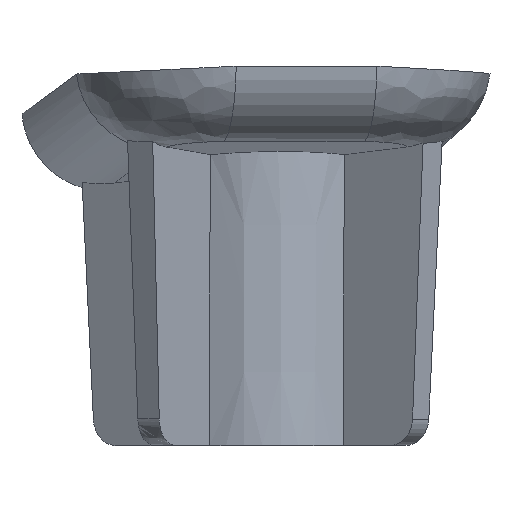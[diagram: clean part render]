
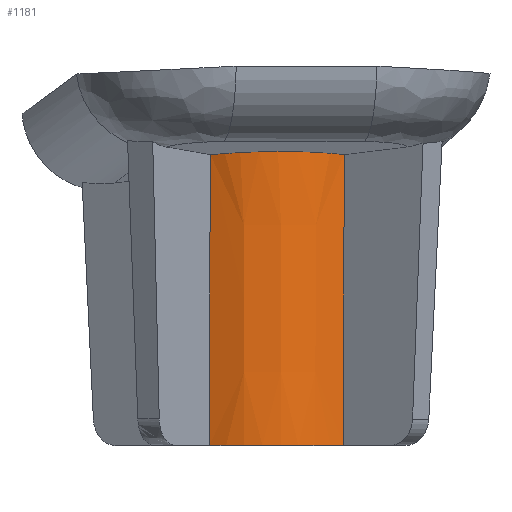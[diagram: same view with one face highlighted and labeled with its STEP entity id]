
A CAD part, top view. The second image highlights one B-rep face of the part: STEP entity #1181.
In plain terms, the highlighted conical face has half-angle 0.5 degrees and reference radius 4 mm.
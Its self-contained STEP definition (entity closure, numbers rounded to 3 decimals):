
#1181 = ADVANCED_FACE('',(#1182),#1197,.T.);
#1182 = FACE_BOUND('',#1183,.T.);
#1183 = EDGE_LOOP('',(#1184,#1207,#1246,#1265));
#1184 = ORIENTED_EDGE('',*,*,#1185,.F.);
#1185 = EDGE_CURVE('',#1186,#1188,#1190,.T.);
#1186 = VERTEX_POINT('',#1187);
#1187 = CARTESIAN_POINT('',(1517.382,-732.738,
    1122.773));
#1188 = VERTEX_POINT('',#1189);
#1189 = CARTESIAN_POINT('',(1517.369,-743.2,1122.653
    ));
#1190 = SURFACE_CURVE('',#1191,(#1196),.PCURVE_S1.);
#1191 = B_SPLINE_CURVE_WITH_KNOTS('',3,(#1192,#1193,#1194,#1195),
  .UNSPECIFIED.,.F.,.F.,(4,4),(0.,1.),.PIECEWISE_BEZIER_KNOTS.);
#1192 = CARTESIAN_POINT('',(1517.382,-732.738,
    1122.773));
#1193 = CARTESIAN_POINT('',(1517.378,-736.225,
    1122.733));
#1194 = CARTESIAN_POINT('',(1517.373,-739.713,
    1122.693));
#1195 = CARTESIAN_POINT('',(1517.369,-743.2,1122.653
    ));
#1196 = PCURVE('',#1197,#1202);
#1197 = CONICAL_SURFACE('',#1198,4.,0.009);
#1198 = AXIS2_PLACEMENT_3D('',#1199,#1200,#1201);
#1199 = CARTESIAN_POINT('',(1514.405,-743.2,1119.967)
  );
#1200 = DIRECTION('',(0.,1.,0.));
#1201 = DIRECTION('',(-0.574,0.,0.819));
#1202 = DEFINITIONAL_REPRESENTATION('',(#1203),#1206);
#1203 = B_SPLINE_CURVE_WITH_KNOTS('',1,(#1204,#1205),.UNSPECIFIED.,.F.,
  .F.,(2,2),(0.,1.),.PIECEWISE_BEZIER_KNOTS.);
#1204 = CARTESIAN_POINT('',(1.426,10.462));
#1205 = CARTESIAN_POINT('',(1.445,0.));
#1206 = ( GEOMETRIC_REPRESENTATION_CONTEXT(2) 
PARAMETRIC_REPRESENTATION_CONTEXT() REPRESENTATION_CONTEXT('2D SPACE',''
  ) );
#1207 = ORIENTED_EDGE('',*,*,#1208,.T.);
#1208 = EDGE_CURVE('',#1186,#1209,#1211,.T.);
#1209 = VERTEX_POINT('',#1210);
#1210 = CARTESIAN_POINT('',(1512.567,-732.741,
    1123.622));
#1211 = SURFACE_CURVE('',#1212,(#1217),.PCURVE_S1.);
#1212 = ELLIPSE('',#1213,4.127,4.087);
#1213 = AXIS2_PLACEMENT_3D('',#1214,#1215,#1216);
#1214 = CARTESIAN_POINT('',(1514.406,-733.2,
    1119.972));
#1215 = DIRECTION('',(0.025,-0.99,0.137)
  );
#1216 = DIRECTION('',(0.177,0.139,0.974));
#1217 = PCURVE('',#1197,#1218);
#1218 = DEFINITIONAL_REPRESENTATION('',(#1219),#1245);
#1219 = B_SPLINE_CURVE_WITH_KNOTS('',3,(#1220,#1221,#1222,#1223,#1224,
    #1225,#1226,#1227,#1228,#1229,#1230,#1231,#1232,#1233,#1234,#1235,
    #1236,#1237,#1238,#1239,#1240,#1241,#1242,#1243,#1244),
  .UNSPECIFIED.,.F.,.F.,(4,1,1,1,1,1,1,1,1,1,1,1,1,1,1,1,1,1,1,1,1,1,4),
  (5.647,5.705,5.763,5.822,
    5.88,5.938,5.996,6.055,
    6.113,6.171,6.23,6.288,
    6.346,6.404,6.463,6.521,
    6.579,6.638,6.696,6.754,
    6.812,6.871,6.929),
  .QUASI_UNIFORM_KNOTS.);
#1220 = CARTESIAN_POINT('',(1.426,10.462));
#1221 = CARTESIAN_POINT('',(1.406,10.468));
#1222 = CARTESIAN_POINT('',(1.368,10.481));
#1223 = CARTESIAN_POINT('',(1.309,10.499));
#1224 = CARTESIAN_POINT('',(1.251,10.514));
#1225 = CARTESIAN_POINT('',(1.193,10.528));
#1226 = CARTESIAN_POINT('',(1.135,10.541));
#1227 = CARTESIAN_POINT('',(1.076,10.551));
#1228 = CARTESIAN_POINT('',(1.018,10.56));
#1229 = CARTESIAN_POINT('',(0.96,10.566));
#1230 = CARTESIAN_POINT('',(0.902,10.571));
#1231 = CARTESIAN_POINT('',(0.844,10.574));
#1232 = CARTESIAN_POINT('',(0.785,10.575));
#1233 = CARTESIAN_POINT('',(0.727,10.573));
#1234 = CARTESIAN_POINT('',(0.669,10.57));
#1235 = CARTESIAN_POINT('',(0.611,10.565));
#1236 = CARTESIAN_POINT('',(0.553,10.558));
#1237 = CARTESIAN_POINT('',(0.494,10.55));
#1238 = CARTESIAN_POINT('',(0.436,10.539));
#1239 = CARTESIAN_POINT('',(0.378,10.526));
#1240 = CARTESIAN_POINT('',(0.32,10.512));
#1241 = CARTESIAN_POINT('',(0.261,10.496));
#1242 = CARTESIAN_POINT('',(0.203,10.478));
#1243 = CARTESIAN_POINT('',(0.164,10.465));
#1244 = CARTESIAN_POINT('',(0.145,10.459));
#1245 = ( GEOMETRIC_REPRESENTATION_CONTEXT(2) 
PARAMETRIC_REPRESENTATION_CONTEXT() REPRESENTATION_CONTEXT('2D SPACE',''
  ) );
#1246 = ORIENTED_EDGE('',*,*,#1247,.F.);
#1247 = EDGE_CURVE('',#1248,#1209,#1250,.T.);
#1248 = VERTEX_POINT('',#1249);
#1249 = CARTESIAN_POINT('',(1512.538,-743.2,1123.505)
  );
#1250 = SURFACE_CURVE('',#1251,(#1259),.PCURVE_S1.);
#1251 = B_SPLINE_CURVE_WITH_KNOTS('',3,(#1252,#1253,#1254,#1255,#1256,
    #1257,#1258),.UNSPECIFIED.,.F.,.F.,(4,3,4),(0.,0.758,1.),
  .UNSPECIFIED.);
#1252 = CARTESIAN_POINT('',(1512.538,-743.2,1123.505)
  );
#1253 = CARTESIAN_POINT('',(1512.545,-740.557,
    1123.534));
#1254 = CARTESIAN_POINT('',(1512.553,-737.913,
    1123.564));
#1255 = CARTESIAN_POINT('',(1512.56,-735.27,
    1123.594));
#1256 = CARTESIAN_POINT('',(1512.562,-734.427,
    1123.603));
#1257 = CARTESIAN_POINT('',(1512.565,-733.584,
    1123.613));
#1258 = CARTESIAN_POINT('',(1512.567,-732.741,
    1123.622));
#1259 = PCURVE('',#1197,#1260);
#1260 = DEFINITIONAL_REPRESENTATION('',(#1261),#1264);
#1261 = B_SPLINE_CURVE_WITH_KNOTS('',1,(#1262,#1263),.UNSPECIFIED.,.F.,
  .F.,(2,2),(0.,1.),.PIECEWISE_BEZIER_KNOTS.);
#1262 = CARTESIAN_POINT('',(0.125,0.));
#1263 = CARTESIAN_POINT('',(0.145,10.459));
#1264 = ( GEOMETRIC_REPRESENTATION_CONTEXT(2) 
PARAMETRIC_REPRESENTATION_CONTEXT() REPRESENTATION_CONTEXT('2D SPACE',''
  ) );
#1265 = ORIENTED_EDGE('',*,*,#1266,.T.);
#1266 = EDGE_CURVE('',#1248,#1188,#1267,.T.);
#1267 = SURFACE_CURVE('',#1268,(#1273),.PCURVE_S1.);
#1268 = CIRCLE('',#1269,4.);
#1269 = AXIS2_PLACEMENT_3D('',#1270,#1271,#1272);
#1270 = CARTESIAN_POINT('',(1514.405,-743.2,1119.967)
  );
#1271 = DIRECTION('',(0.,1.,0.));
#1272 = DIRECTION('',(-0.574,0.,0.819));
#1273 = PCURVE('',#1197,#1274);
#1274 = DEFINITIONAL_REPRESENTATION('',(#1275),#1279);
#1275 = LINE('',#1276,#1277);
#1276 = CARTESIAN_POINT('',(0.,0.));
#1277 = VECTOR('',#1278,1.);
#1278 = DIRECTION('',(1.,0.));
#1279 = ( GEOMETRIC_REPRESENTATION_CONTEXT(2) 
PARAMETRIC_REPRESENTATION_CONTEXT() REPRESENTATION_CONTEXT('2D SPACE',''
  ) );
